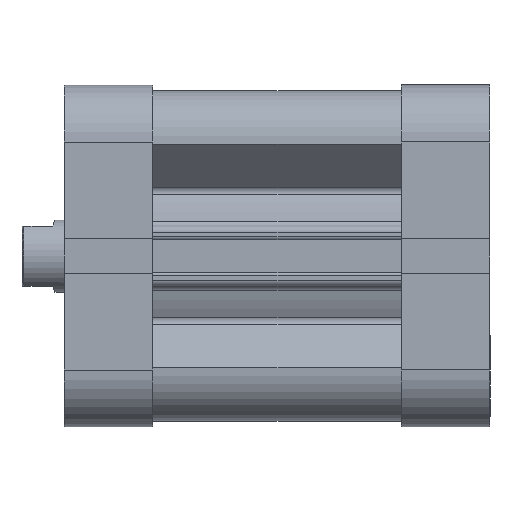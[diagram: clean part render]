
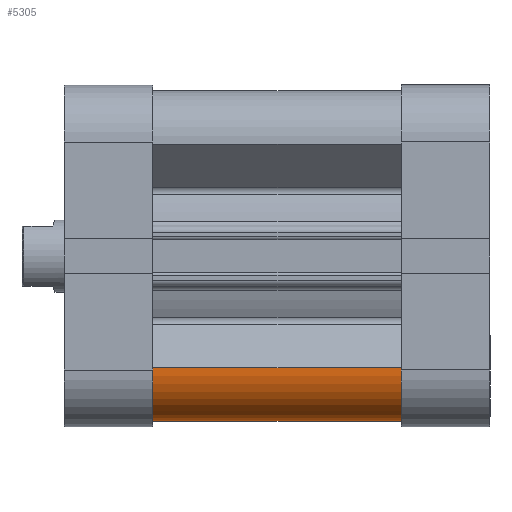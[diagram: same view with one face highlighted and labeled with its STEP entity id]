
A CAD part, front view. The second image highlights one B-rep face of the part: STEP entity #5305.
In plain terms, the highlighted cylindrical face has radius 8.5 mm (diameter 17 mm), a partial arc.
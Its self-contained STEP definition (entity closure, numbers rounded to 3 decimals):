
#78 = CARTESIAN_POINT ( 'NONE',  ( -18.654, -27.493, 41.5 ) ) ;
#480 = ORIENTED_EDGE ( 'NONE', *, *, #1056, .T. ) ;
#485 = ORIENTED_EDGE ( 'NONE', *, *, #1051, .T. ) ;
#489 = ORIENTED_EDGE ( 'NONE', *, *, #1042, .F. ) ;
#527 = ORIENTED_EDGE ( 'NONE', *, *, #1059, .F. ) ;
#741 = CARTESIAN_POINT ( 'NONE',  ( -19., -19., 41.5 ) ) ;
#742 = DIRECTION ( 'NONE',  ( 0., 0., 1. ) ) ;
#796 = CARTESIAN_POINT ( 'NONE',  ( -27.5, -19., 41.5 ) ) ;
#809 = DIRECTION ( 'NONE',  ( 0., 0., 1. ) ) ;
#861 = DIRECTION ( 'NONE',  ( -1., 0., 0. ) ) ;
#899 = CARTESIAN_POINT ( 'NONE',  ( -18.654, -27.493, 0. ) ) ;
#910 = CARTESIAN_POINT ( 'NONE',  ( -19., -19., 0. ) ) ;
#912 = DIRECTION ( 'NONE',  ( 0., 0., -1. ) ) ;
#935 = DIRECTION ( 'NONE',  ( -1., 0., 0. ) ) ;
#945 = CARTESIAN_POINT ( 'NONE',  ( -27.5, -19., 41.5 ) ) ;
#1042 = EDGE_CURVE ( 'NONE', #1527, #1088, #5878, .T. ) ;
#1051 = EDGE_CURVE ( 'NONE', #1090, #1605, #5891, .T. ) ;
#1056 = EDGE_CURVE ( 'NONE', #1605, #1088, #5902, .T. ) ;
#1059 = EDGE_CURVE ( 'NONE', #1090, #1527, #5906, .T. ) ;
#1088 = VERTEX_POINT ( 'NONE', #899 ) ;
#1090 = VERTEX_POINT ( 'NONE', #796 ) ;
#1527 = VERTEX_POINT ( 'NONE', #10270 ) ;
#1605 = VERTEX_POINT ( 'NONE', #10257 ) ;
#1781 = EDGE_LOOP ( 'NONE', ( #527, #485, #480, #489 ) ) ;
#2959 = DIRECTION ( 'NONE',  ( 0., 0., -1. ) ) ;
#4864 = AXIS2_PLACEMENT_3D ( 'NONE', #910, #809, #861 ) ;
#4870 = AXIS2_PLACEMENT_3D ( 'NONE', #741, #742, #935 ) ;
#5123 = AXIS2_PLACEMENT_3D ( 'NONE', #8605, #8604, #8603 ) ;
#5305 = ADVANCED_FACE ( 'NONE', ( #9540 ), #9543, .T. ) ;
#5875 = VECTOR ( 'NONE', #2959, 1000. ) ;
#5878 = LINE ( 'NONE', #78, #5875 ) ;
#5889 = VECTOR ( 'NONE', #912, 1000. ) ;
#5891 = LINE ( 'NONE', #945, #5889 ) ;
#5902 = CIRCLE ( 'NONE', #4864, 8.5 ) ;
#5906 = CIRCLE ( 'NONE', #4870, 8.5 ) ;
#8603 = DIRECTION ( 'NONE',  ( -1., 0., 0. ) ) ;
#8604 = DIRECTION ( 'NONE',  ( 0., 0., -1. ) ) ;
#8605 = CARTESIAN_POINT ( 'NONE',  ( -19., -19., 41.5 ) ) ;
#9540 = FACE_OUTER_BOUND ( 'NONE', #1781, .T. ) ;
#9543 = CYLINDRICAL_SURFACE ( 'NONE', #5123, 8.5 ) ;
#10257 = CARTESIAN_POINT ( 'NONE',  ( -27.5, -19., 0. ) ) ;
#10270 = CARTESIAN_POINT ( 'NONE',  ( -18.654, -27.493, 41.5 ) ) ;
